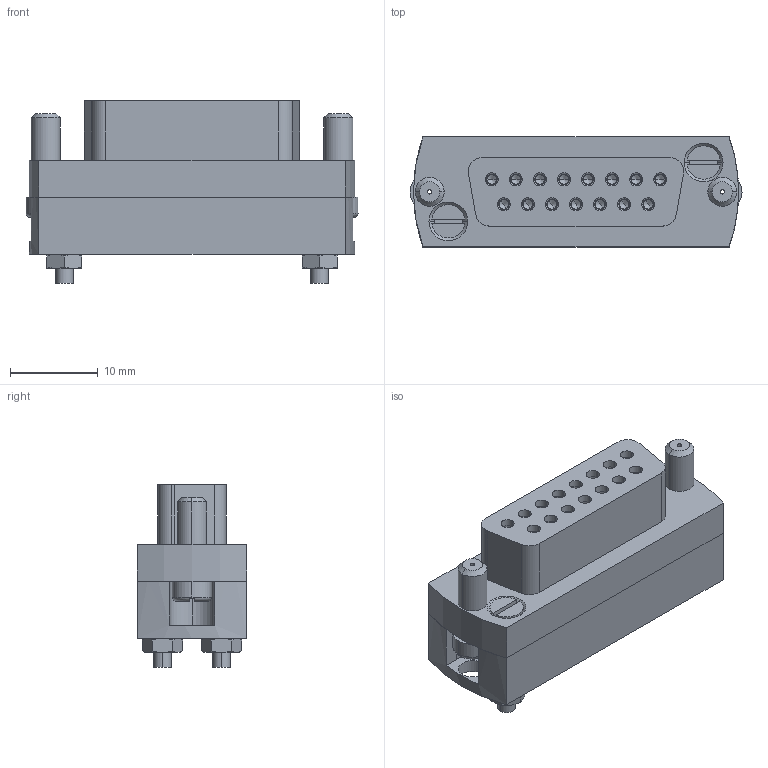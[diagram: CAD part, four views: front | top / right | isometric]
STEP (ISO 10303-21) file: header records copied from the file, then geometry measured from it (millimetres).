
FILE_DESCRIPTION (( 'STEP AP214' ), '1' );
FILE_NAME ('211-FS15-UHV.STEP', '2014-09-19T08:55:34', ( '' ), ( '' ), 'SwSTEP 2.0', 'SolidWorks 2014', '' );
FILE_SCHEMA (( 'AUTOMOTIVE_DESIGN' ));
Length unit declared in the file: millimetre
Products named in the file (7): 9211-FSX-UHV-FP_9211-FS15-UHV-FP; 211-FS15-UHV; Hexagon Nut ISO 4032 - M2 - D - N_Hexagon Nut ISO 4032 - M2 - D - N; ISO 2009 - M2 x 14 --- 14C_ISO 2009 - M2 x 14 --- 14C; 9212-PINF-HV; 903-SCREW-4-40-3_8-B; 9211-FSX-UHV-BP_9211-FS15-UHV-BP
Assembly tree (23 placements, depth 2):
  211-FS15-UHV
    9211-FSX-UHV-FP_9211-FS15-UHV-FP
    9211-FSX-UHV-BP_9211-FS15-UHV-BP
    903-SCREW-4-40-3_8-B  x2
    9212-PINF-HV  x15
    ISO 2009 - M2 x 14 --- 14C_ISO 2009 - M2 x 14 --- 14C  x2
    Hexagon Nut ISO 4032 - M2 - D - N_Hexagon Nut ISO 4032 - M2 - D - N  x2
Bounding box: 37.78 x 12.5 x 20.8 mm (x, y, z)
Volume: 5523.2 mm3; surface area: 7718.7 mm2
Topology: 23 solids, 38 shells, 1210 faces, 2752 edges, 1606 vertices
Faces by surface type: cylinder 422, cone 404, plane 256, torus 128
Entity records: 11804 total; most frequent: DIRECTION 2078, CARTESIAN_POINT 1915, ORIENTED_EDGE 1708, AXIS2_PLACEMENT_3D 867, EDGE_CURVE 854, VERTEX_POINT 520, CIRCLE 474, EDGE_LOOP 472
